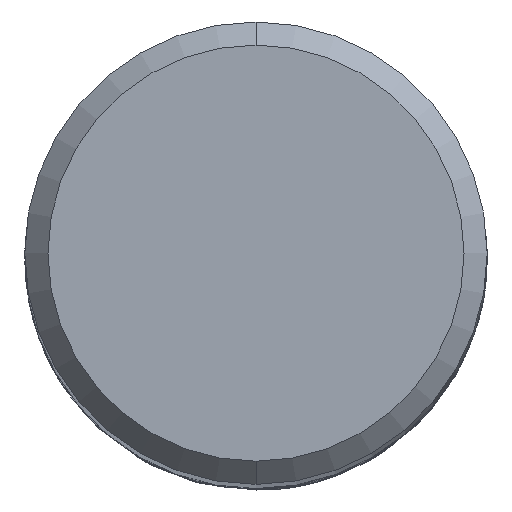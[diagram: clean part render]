
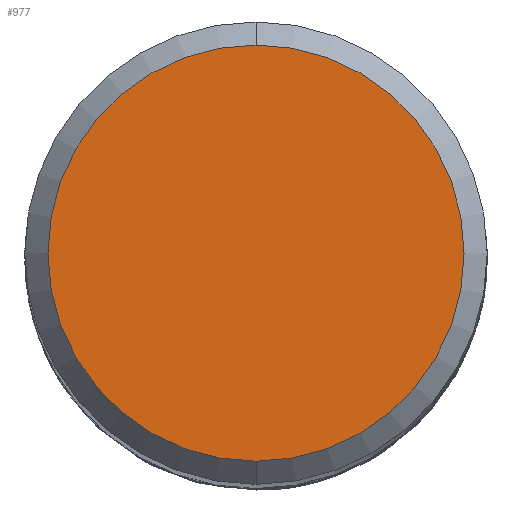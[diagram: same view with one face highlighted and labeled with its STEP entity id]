
A CAD part, top view. The second image highlights one B-rep face of the part: STEP entity #977.
In plain terms, the highlighted planar face has unit normal (0, 0, 1).
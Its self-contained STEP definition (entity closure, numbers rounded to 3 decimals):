
#859=EDGE_CURVE('',#1719,#1263,#2249,.T.);
#977=ADVANCED_FACE('',(#2380),#2381,.T.);
#1119=EDGE_CURVE('',#1263,#1719,#2539,.T.);
#1263=VERTEX_POINT('',#2694);
#1719=VERTEX_POINT('',#3190);
#2249=CIRCLE('',#5125,3.6);
#2380=FACE_OUTER_BOUND('',#6956,.T.);
#2381=PLANE('',#6957);
#2539=CIRCLE('',#8560,3.6);
#2694=CARTESIAN_POINT('',(0.,-3.6,0.0));
#3190=CARTESIAN_POINT('',(0.0,3.6,0.0));
#5125=AXIS2_PLACEMENT_3D('',#20990,#20991,#20992);
#6956=EDGE_LOOP('',(#21185,#21186));
#6957=AXIS2_PLACEMENT_3D('',#21187,#21188,#21189);
#8560=AXIS2_PLACEMENT_3D('',#21363,#21364,#21365);
#20990=CARTESIAN_POINT('',(0.0,0.0,0.0));
#20991=DIRECTION('',(0.0,0.0,-1.0));
#20992=DIRECTION('',(0.0,1.0,0.0));
#21185=ORIENTED_EDGE('',*,*,#859,.F.);
#21186=ORIENTED_EDGE('',*,*,#1119,.F.);
#21187=CARTESIAN_POINT('',(0.0,1.8,0.0));
#21188=DIRECTION('',(-0.0,0.0,1.0));
#21189=DIRECTION('',(0.0,-1.0,0.0));
#21363=CARTESIAN_POINT('',(0.0,0.0,0.0));
#21364=DIRECTION('',(0.0,0.0,-1.0));
#21365=DIRECTION('',(0.0,1.0,0.0));
